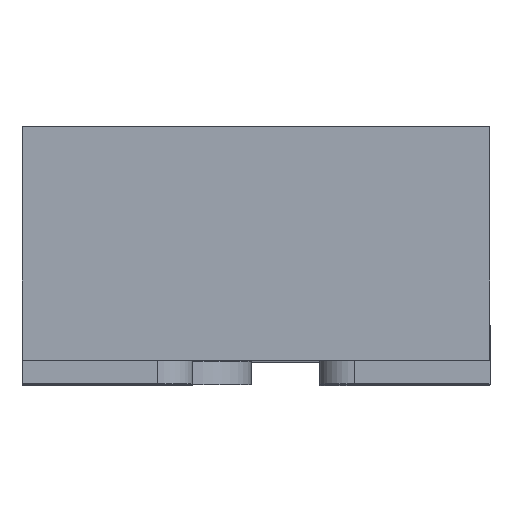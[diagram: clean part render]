
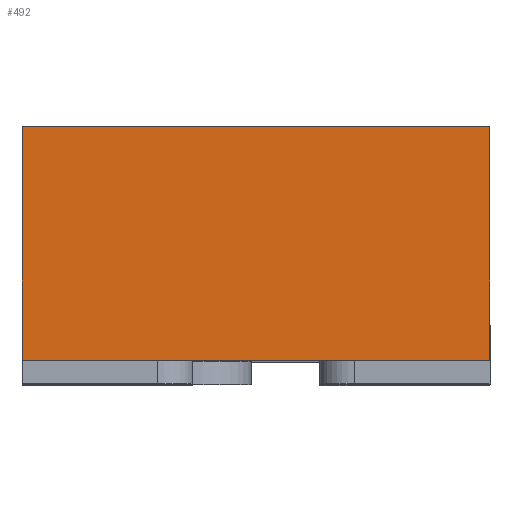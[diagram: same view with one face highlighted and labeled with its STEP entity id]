
A CAD part, top view. The second image highlights one B-rep face of the part: STEP entity #492.
In plain terms, the highlighted planar face has unit normal (0, 0, 1).
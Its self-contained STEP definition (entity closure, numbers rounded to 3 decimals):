
#381 = CARTESIAN_POINT ( 'NONE',  ( 0.5, 0.05, 1.25 ) ) ;
#470 = VECTOR ( 'NONE', #3996, 1000. ) ;
#492 = ADVANCED_FACE ( 'NONE', ( #3426 ), #3674, .F. ) ;
#676 = EDGE_CURVE ( 'NONE', #3560, #4333, #1878, .T. ) ;
#873 = VECTOR ( 'NONE', #2529, 1000. ) ;
#895 = CARTESIAN_POINT ( 'NONE',  ( 0.5, 3.793, 1.25 ) ) ;
#925 = CARTESIAN_POINT ( 'NONE',  ( -0.5, 3.793, 1.25 ) ) ;
#1079 = LINE ( 'NONE', #925, #2636 ) ;
#1285 = CARTESIAN_POINT ( 'NONE',  ( -0.5, 0.05, 1.25 ) ) ;
#1317 = VECTOR ( 'NONE', #4019, 1000. ) ;
#1335 = CARTESIAN_POINT ( 'NONE',  ( -0.5, 3.793, 1.25 ) ) ;
#1484 = ORIENTED_EDGE ( 'NONE', *, *, #3993, .F. ) ;
#1521 = AXIS2_PLACEMENT_3D ( 'NONE', #1335, #3606, #1612 ) ;
#1612 = DIRECTION ( 'NONE',  ( -1., 0., 0. ) ) ;
#1794 = EDGE_CURVE ( 'NONE', #3826, #4404, #1079, .T. ) ;
#1802 = DIRECTION ( 'NONE',  ( 0., -1., 0. ) ) ;
#1878 = LINE ( 'NONE', #895, #470 ) ;
#1897 = CARTESIAN_POINT ( 'NONE',  ( -0.5, 0.05, 1.25 ) ) ;
#2100 = CARTESIAN_POINT ( 'NONE',  ( -0.5, 0.55, 1.25 ) ) ;
#2405 = EDGE_CURVE ( 'NONE', #4404, #4333, #4259, .T. ) ;
#2529 = DIRECTION ( 'NONE',  ( 1., 0., 0. ) ) ;
#2565 = CARTESIAN_POINT ( 'NONE',  ( -0.5, 0.55, 1.25 ) ) ;
#2602 = EDGE_LOOP ( 'NONE', ( #1484, #2946, #2630, #3296 ) ) ;
#2630 = ORIENTED_EDGE ( 'NONE', *, *, #2405, .T. ) ;
#2636 = VECTOR ( 'NONE', #1802, 1000. ) ;
#2640 = CARTESIAN_POINT ( 'NONE',  ( 0.5, 0.55, 1.25 ) ) ;
#2946 = ORIENTED_EDGE ( 'NONE', *, *, #1794, .T. ) ;
#3296 = ORIENTED_EDGE ( 'NONE', *, *, #676, .F. ) ;
#3426 = FACE_OUTER_BOUND ( 'NONE', #2602, .T. ) ;
#3560 = VERTEX_POINT ( 'NONE', #2640 ) ;
#3606 = DIRECTION ( 'NONE',  ( 0., 0., -1. ) ) ;
#3674 = PLANE ( 'NONE',  #1521 ) ;
#3826 = VERTEX_POINT ( 'NONE', #2565 ) ;
#3940 = LINE ( 'NONE', #2100, #873 ) ;
#3993 = EDGE_CURVE ( 'NONE', #3826, #3560, #3940, .T. ) ;
#3996 = DIRECTION ( 'NONE',  ( 0., -1., 0. ) ) ;
#4019 = DIRECTION ( 'NONE',  ( 1., 0., 0. ) ) ;
#4259 = LINE ( 'NONE', #1285, #1317 ) ;
#4333 = VERTEX_POINT ( 'NONE', #381 ) ;
#4404 = VERTEX_POINT ( 'NONE', #1897 ) ;
